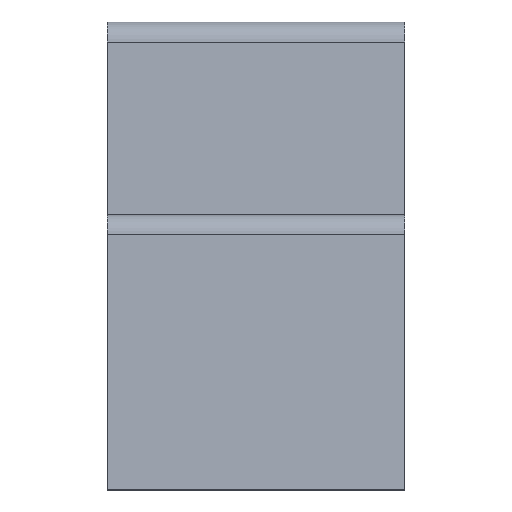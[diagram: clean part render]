
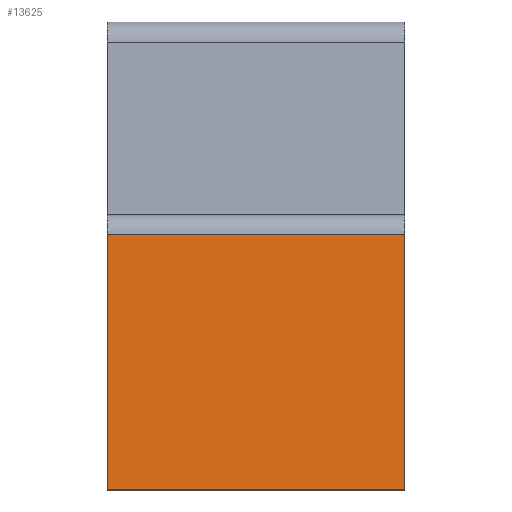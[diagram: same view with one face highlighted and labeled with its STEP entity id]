
A CAD part, left-side view. The second image highlights one B-rep face of the part: STEP entity #13625.
In plain terms, the highlighted planar face has unit normal (-0.996, 0, 0.087).
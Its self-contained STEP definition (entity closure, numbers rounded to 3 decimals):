
#12917=CARTESIAN_POINT('',(-75.581,27.0,26.427));
#12918=VERTEX_POINT('',#12917);
#12925=CARTESIAN_POINT('',(-73.554,27.0,49.601));
#12926=VERTEX_POINT('',#12925);
#12927=CARTESIAN_POINT('',(-75.581,27.0,26.427));
#12928=DIRECTION('',(0.087,0.0,0.996));
#12929=VECTOR('',#12928,23.263);
#12930=LINE('',#12927,#12929);
#12931=EDGE_CURVE('',#12918,#12926,#12930,.T.);
#13119=CARTESIAN_POINT('',(-73.554,0.0,49.601));
#13120=VERTEX_POINT('',#13119);
#13128=CARTESIAN_POINT('',(-75.581,0.0,26.427));
#13129=VERTEX_POINT('',#13128);
#13130=CARTESIAN_POINT('',(-75.581,0.0,26.427));
#13131=DIRECTION('',(0.087,0.0,0.996));
#13132=VECTOR('',#13131,23.263);
#13133=LINE('',#13130,#13132);
#13134=EDGE_CURVE('',#13129,#13120,#13133,.T.);
#13598=CARTESIAN_POINT('',(-73.554,27.0,49.601));
#13599=DIRECTION('',(0.0,-1.0,0.0));
#13600=VECTOR('',#13599,27.0);
#13601=LINE('',#13598,#13600);
#13602=EDGE_CURVE('',#12926,#13120,#13601,.T.);
#13609=CARTESIAN_POINT('',(-75.581,0.0,26.427));
#13610=DIRECTION('',(-0.996,0.0,0.087));
#13611=DIRECTION('',(0.087,0.0,0.996));
#13612=AXIS2_PLACEMENT_3D('',#13609,#13610,#13611);
#13613=PLANE('',#13612);
#13614=ORIENTED_EDGE('',*,*,#13602,.F.);
#13615=ORIENTED_EDGE('',*,*,#12931,.F.);
#13616=CARTESIAN_POINT('',(-75.581,0.0,26.427));
#13617=DIRECTION('',(0.0,1.0,0.0));
#13618=VECTOR('',#13617,27.0);
#13619=LINE('',#13616,#13618);
#13620=EDGE_CURVE('',#13129,#12918,#13619,.T.);
#13621=ORIENTED_EDGE('',*,*,#13620,.F.);
#13622=ORIENTED_EDGE('',*,*,#13134,.T.);
#13623=EDGE_LOOP('',(#13614,#13615,#13621,#13622));
#13624=FACE_OUTER_BOUND('',#13623,.T.);
#13625=ADVANCED_FACE('',(#13624),#13613,.T.);
